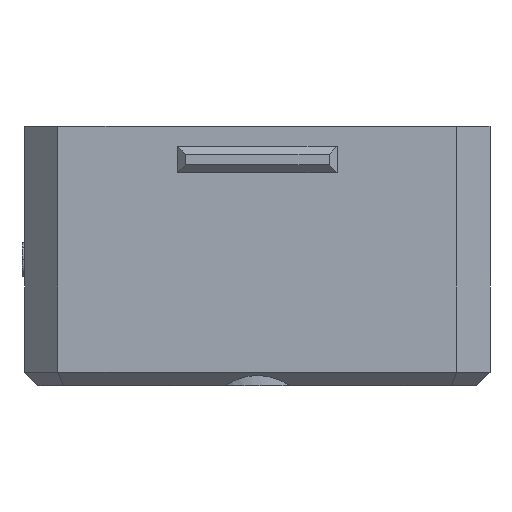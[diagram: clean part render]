
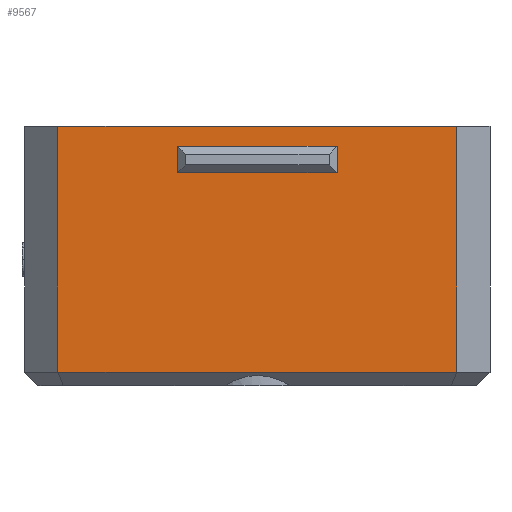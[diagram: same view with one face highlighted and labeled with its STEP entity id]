
A CAD part, left-side view. The second image highlights one B-rep face of the part: STEP entity #9567.
In plain terms, the highlighted planar face has unit normal (-1, 0, 0).
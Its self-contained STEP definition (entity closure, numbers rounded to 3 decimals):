
#604=FACE_BOUND('',#1761,.T.);
#1193=FACE_OUTER_BOUND('',#1760,.T.);
#1760=EDGE_LOOP('',(#8379,#8380,#8381,#8382));
#1761=EDGE_LOOP('',(#8383,#8384,#8385,#8386));
#2658=LINE('',#17566,#3585);
#2659=LINE('',#17568,#3586);
#2660=LINE('',#17570,#3587);
#2661=LINE('',#17571,#3588);
#2662=LINE('',#17574,#3589);
#2663=LINE('',#17576,#3590);
#2664=LINE('',#17578,#3591);
#2665=LINE('',#17579,#3592);
#3585=VECTOR('',#11680,10.);
#3586=VECTOR('',#11681,10.);
#3587=VECTOR('',#11682,10.);
#3588=VECTOR('',#11683,10.);
#3589=VECTOR('',#11684,10.);
#3590=VECTOR('',#11685,10.);
#3591=VECTOR('',#11686,10.);
#3592=VECTOR('',#11687,10.);
#4598=VERTEX_POINT('',#17564);
#4599=VERTEX_POINT('',#17565);
#4600=VERTEX_POINT('',#17567);
#4601=VERTEX_POINT('',#17569);
#4602=VERTEX_POINT('',#17572);
#4603=VERTEX_POINT('',#17573);
#4604=VERTEX_POINT('',#17575);
#4605=VERTEX_POINT('',#17577);
#5915=EDGE_CURVE('',#4598,#4599,#2658,.T.);
#5916=EDGE_CURVE('',#4600,#4598,#2659,.T.);
#5917=EDGE_CURVE('',#4601,#4600,#2660,.T.);
#5918=EDGE_CURVE('',#4599,#4601,#2661,.T.);
#5919=EDGE_CURVE('',#4602,#4603,#2662,.T.);
#5920=EDGE_CURVE('',#4603,#4604,#2663,.T.);
#5921=EDGE_CURVE('',#4604,#4605,#2664,.T.);
#5922=EDGE_CURVE('',#4605,#4602,#2665,.T.);
#8379=ORIENTED_EDGE('',*,*,#5915,.F.);
#8380=ORIENTED_EDGE('',*,*,#5916,.F.);
#8381=ORIENTED_EDGE('',*,*,#5917,.F.);
#8382=ORIENTED_EDGE('',*,*,#5918,.F.);
#8383=ORIENTED_EDGE('',*,*,#5919,.T.);
#8384=ORIENTED_EDGE('',*,*,#5920,.T.);
#8385=ORIENTED_EDGE('',*,*,#5921,.T.);
#8386=ORIENTED_EDGE('',*,*,#5922,.T.);
#9066=PLANE('',#10050);
#9567=ADVANCED_FACE('',(#1193,#604),#9066,.T.);
#10050=AXIS2_PLACEMENT_3D('',#17563,#11678,#11679);
#11678=DIRECTION('center_axis',(-1.,0.,0.));
#11679=DIRECTION('ref_axis',(0.,1.,0.));
#11680=DIRECTION('',(0.,0.,1.));
#11681=DIRECTION('',(0.,1.,0.));
#11682=DIRECTION('',(0.,0.,-1.));
#11683=DIRECTION('',(0.,-1.,0.));
#11684=DIRECTION('',(0.,0.,-1.));
#11685=DIRECTION('',(0.,1.,0.));
#11686=DIRECTION('',(0.,0.,1.));
#11687=DIRECTION('',(0.,-1.,0.));
#17563=CARTESIAN_POINT('Origin',(-35.,-35.,0.));
#17564=CARTESIAN_POINT('',(-35.,30.,-37.));
#17565=CARTESIAN_POINT('',(-35.,30.,0.));
#17566=CARTESIAN_POINT('',(-35.,30.,0.));
#17567=CARTESIAN_POINT('',(-35.,-30.,-37.));
#17568=CARTESIAN_POINT('',(-35.,-17.5,-37.));
#17569=CARTESIAN_POINT('',(-35.,-30.,0.));
#17570=CARTESIAN_POINT('',(-35.,-30.,0.));
#17571=CARTESIAN_POINT('',(-35.,35.,0.));
#17572=CARTESIAN_POINT('',(-35.,-12.,-3.));
#17573=CARTESIAN_POINT('',(-35.,-12.,-7.));
#17574=CARTESIAN_POINT('',(-35.,-12.,-3.5));
#17575=CARTESIAN_POINT('',(-35.,12.,-7.));
#17576=CARTESIAN_POINT('',(-35.,-12.,-7.));
#17577=CARTESIAN_POINT('',(-35.,12.,-3.));
#17578=CARTESIAN_POINT('',(-35.,12.,-1.5));
#17579=CARTESIAN_POINT('',(-35.,-23.,-3.));
